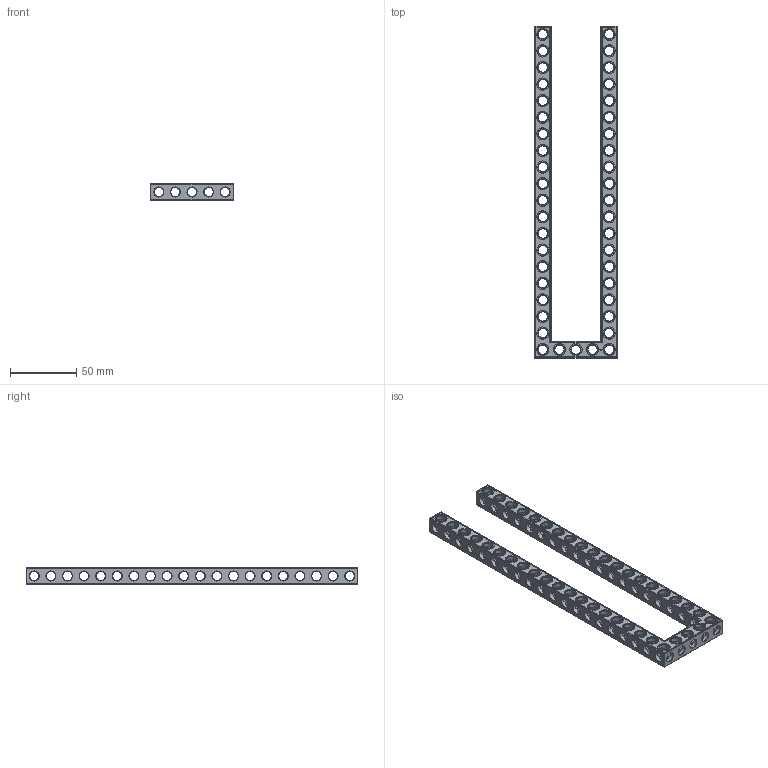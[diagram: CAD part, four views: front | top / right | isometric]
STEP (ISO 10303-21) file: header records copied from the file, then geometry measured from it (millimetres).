
FILE_DESCRIPTION(('FreeCAD Model'),'2;1');
FILE_NAME('Open CASCADE Shape Model','2022-02-23T18:13:04',( 'Paulo Kiefe'),('STEMFIE.org'),'Open CASCADE STEP processor 7.5', 'FreeCAD','Unknown');
FILE_SCHEMA(('AUTOMOTIVE_DESIGN { 1 0 10303 214 1 1 1 1 }'));
Products named in the file (1): Beam AGD ESS USH SYM BU05x20x01 - SPN-BEM-0357 (stemfie.org)
Bounding box: 62.5 x 250 x 12.5 mm (x, y, z)
Volume: 42030.3 mm3; surface area: 37490.3 mm2
Topology: 1 solids, 1 shells, 1011 faces, 3090 edges, 1984 vertices
Faces by surface type: plane 420, cylinder 259, cone 174, extrusion 158
Full cylindrical faces by diameter (mm): 6.98 x42, 7 x174, 9.2 x43
Entity records: 272352 total; most frequent: CARTESIAN_POINT 215146, DIRECTION 9120, ORIENTED_EDGE 6180, PCURVE 6180, DEFINITIONAL_REPRESENTATION 6180, VECTOR 5687, LINE 5529, EDGE_CURVE 3090
